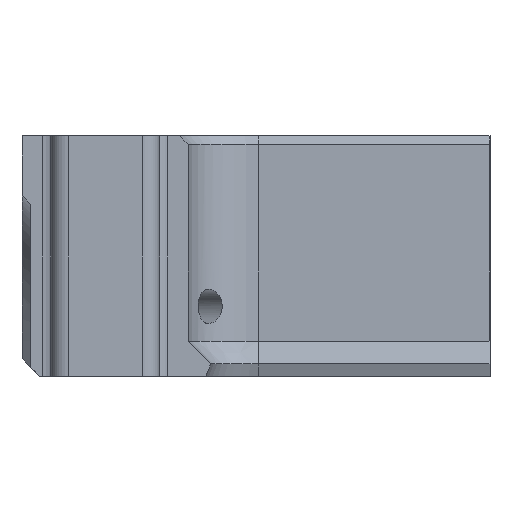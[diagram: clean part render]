
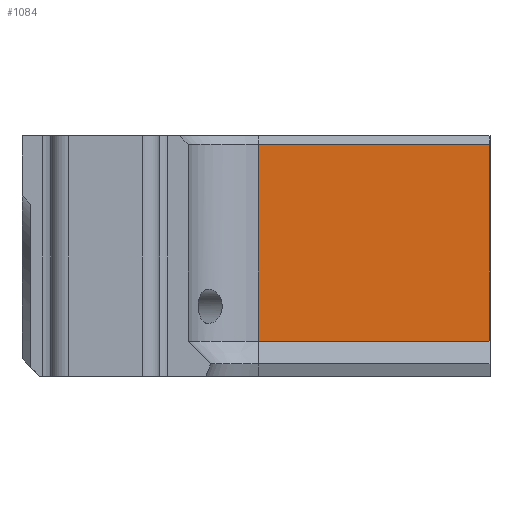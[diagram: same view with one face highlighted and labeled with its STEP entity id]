
A CAD part, front view. The second image highlights one B-rep face of the part: STEP entity #1084.
In plain terms, the highlighted planar face has unit normal (0, -1, 0).
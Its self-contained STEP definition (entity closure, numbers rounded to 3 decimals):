
#51=PLANE('',#1193);
#103=FACE_OUTER_BOUND('',#167,.T.);
#167=EDGE_LOOP('',(#927,#928,#929,#930));
#256=LINE('',#1647,#366);
#259=LINE('',#1653,#369);
#313=LINE('',#1801,#423);
#321=LINE('',#1825,#431);
#366=VECTOR('',#1281,10.);
#369=VECTOR('',#1286,10.);
#423=VECTOR('',#1436,10.);
#431=VECTOR('',#1454,10.);
#488=VERTEX_POINT('',#1631);
#495=VERTEX_POINT('',#1645);
#497=VERTEX_POINT('',#1651);
#543=VERTEX_POINT('',#1797);
#598=EDGE_CURVE('',#488,#495,#256,.T.);
#601=EDGE_CURVE('',#497,#495,#259,.T.);
#675=EDGE_CURVE('',#543,#488,#313,.T.);
#685=EDGE_CURVE('',#543,#497,#321,.T.);
#927=ORIENTED_EDGE('',*,*,#601,.F.);
#928=ORIENTED_EDGE('',*,*,#685,.F.);
#929=ORIENTED_EDGE('',*,*,#675,.T.);
#930=ORIENTED_EDGE('',*,*,#598,.T.);
#1084=ADVANCED_FACE('',(#103),#51,.F.);
#1193=AXIS2_PLACEMENT_3D('',#1826,#1455,#1456);
#1281=DIRECTION('',(0.,0.,1.));
#1286=DIRECTION('',(1.,0.,0.));
#1436=DIRECTION('',(1.,0.,0.));
#1454=DIRECTION('',(0.,0.,1.));
#1455=DIRECTION('center_axis',(0.,1.,0.));
#1456=DIRECTION('ref_axis',(-1.,0.,0.));
#1631=CARTESIAN_POINT('',(275.,-104.524,-18.172));
#1645=CARTESIAN_POINT('',(275.,-104.524,4.329));
#1647=CARTESIAN_POINT('',(275.,-104.524,0.329));
#1651=CARTESIAN_POINT('',(248.5,-104.524,4.329));
#1653=CARTESIAN_POINT('',(427.5,-104.524,4.329));
#1797=CARTESIAN_POINT('',(248.5,-104.524,-18.172));
#1801=CARTESIAN_POINT('',(261.623,-104.524,-18.172));
#1825=CARTESIAN_POINT('',(248.5,-104.524,-8.421));
#1826=CARTESIAN_POINT('Origin',(275.,-104.524,-22.171));
